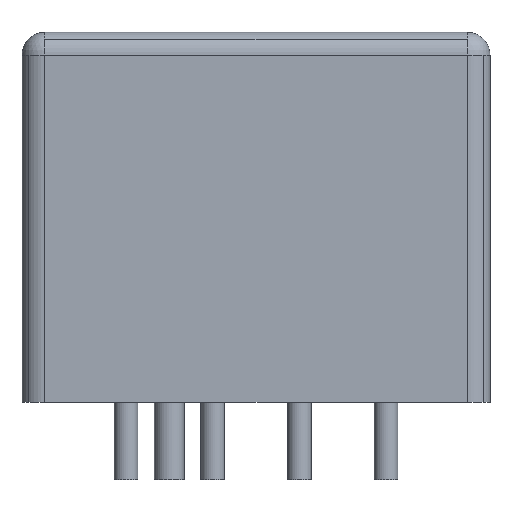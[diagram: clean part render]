
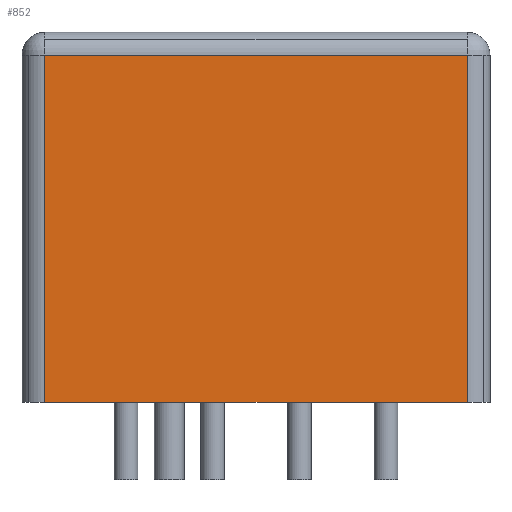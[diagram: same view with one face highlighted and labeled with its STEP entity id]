
A CAD part, front view. The second image highlights one B-rep face of the part: STEP entity #852.
In plain terms, the highlighted planar face has unit normal (0, -1, 0).
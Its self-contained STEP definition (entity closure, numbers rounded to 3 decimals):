
#408=CARTESIAN_POINT('',(-9.285,-5.205,0.0));
#409=VERTEX_POINT('',#408);
#417=CARTESIAN_POINT('',(-9.285,-5.205,15.26));
#418=VERTEX_POINT('',#417);
#419=CARTESIAN_POINT('',(-9.285,-5.205,0.0));
#420=DIRECTION('',(0.0,0.0,1.0));
#421=VECTOR('',#420,15.26);
#422=LINE('',#419,#421);
#423=EDGE_CURVE('',#409,#418,#422,.T.);
#703=CARTESIAN_POINT('',(9.285,-5.205,15.26));
#704=VERTEX_POINT('',#703);
#733=CARTESIAN_POINT('',(9.285,-5.205,0.0));
#734=VERTEX_POINT('',#733);
#735=CARTESIAN_POINT('',(9.285,-5.205,0.0));
#736=DIRECTION('',(0.0,0.0,1.0));
#737=VECTOR('',#736,15.26);
#738=LINE('',#735,#737);
#739=EDGE_CURVE('',#734,#704,#738,.T.);
#758=CARTESIAN_POINT('',(-9.285,-5.205,15.26));
#759=DIRECTION('',(1.0,0.0,0.0));
#760=VECTOR('',#759,18.57);
#761=LINE('',#758,#760);
#762=EDGE_CURVE('',#418,#704,#761,.T.);
#836=CARTESIAN_POINT('',(9.285,-5.205,0.0));
#837=DIRECTION('',(0.0,-1.0,0.0));
#838=DIRECTION('',(0.0,0.0,-1.0));
#839=AXIS2_PLACEMENT_3D('',#836,#837,#838);
#840=PLANE('',#839);
#841=ORIENTED_EDGE('',*,*,#762,.F.);
#842=ORIENTED_EDGE('',*,*,#423,.F.);
#843=CARTESIAN_POINT('',(9.285,-5.205,0.0));
#844=DIRECTION('',(-1.0,0.0,0.0));
#845=VECTOR('',#844,18.57);
#846=LINE('',#843,#845);
#847=EDGE_CURVE('',#734,#409,#846,.T.);
#848=ORIENTED_EDGE('',*,*,#847,.F.);
#849=ORIENTED_EDGE('',*,*,#739,.T.);
#850=EDGE_LOOP('',(#841,#842,#848,#849));
#851=FACE_OUTER_BOUND('',#850,.T.);
#852=ADVANCED_FACE('',(#851),#840,.T.);
